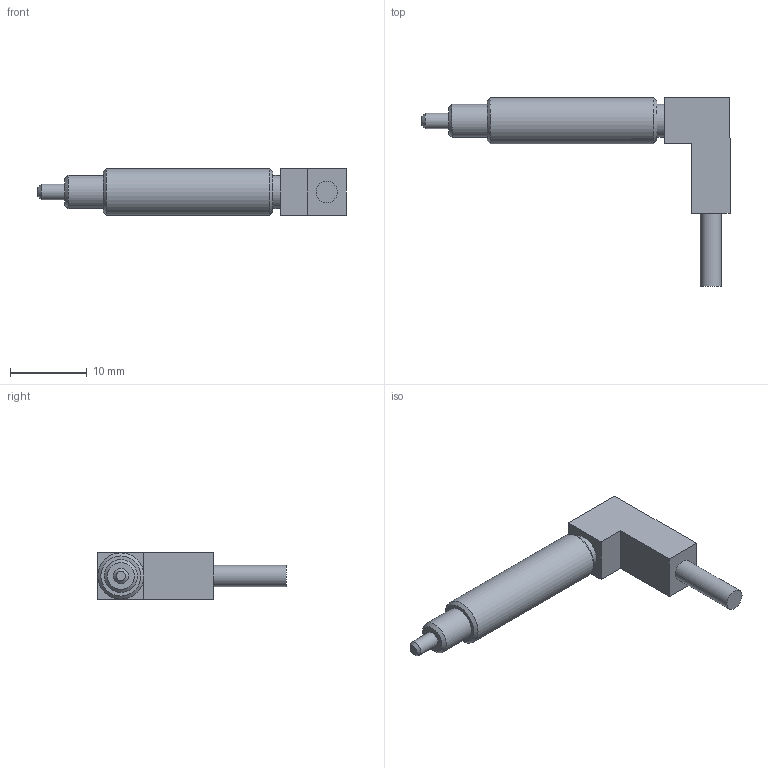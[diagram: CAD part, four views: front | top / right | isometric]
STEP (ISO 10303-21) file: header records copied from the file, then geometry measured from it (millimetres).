
FILE_DESCRIPTION (( 'STEP AP214' ), '1' );
FILE_NAME ('CSS60A-LR.STEP', '2024-07-11T09:20:09', ( '' ), ( '' ), 'SwSTEP 2.0', 'SolidWorks 2023', '' );
FILE_SCHEMA (( 'AUTOMOTIVE_DESIGN' ));
Length unit declared in the file: millimetre
Products named in the file (1): CSS60A-LR
Bounding box: 40.02 x 24.5 x 6 mm (x, y, z)
Volume: 1349.5 mm3; surface area: 1087.9 mm2
Topology: 1 solids, 1 shells, 22 faces, 41 edges, 26 vertices
Faces by surface type: plane 13, cylinder 5, cone 4
Full cylindrical faces by diameter (mm): 2 x1, 2.77 x1, 4.3 x2, 6 x1
Entity records: 525 total; most frequent: DIRECTION 92, CARTESIAN_POINT 81, ORIENTED_EDGE 64, AXIS2_PLACEMENT_3D 37, EDGE_LOOP 36, EDGE_CURVE 32, FACE_OUTER_BOUND 27, VERTEX_POINT 26
